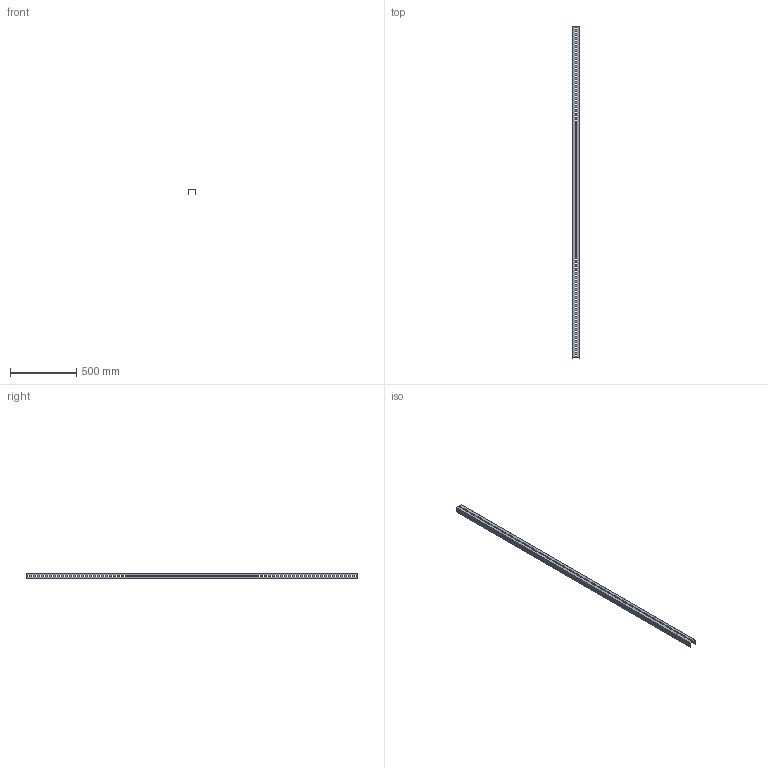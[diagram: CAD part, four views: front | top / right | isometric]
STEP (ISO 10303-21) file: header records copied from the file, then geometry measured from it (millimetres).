
FILE_DESCRIPTION (( 'STEP AP203' ), '1' );
FILE_NAME ('CLP1Z-050-2500-15 Ïðîôèëü ïåðôîðèðîâàííûé 2500, 1,5ìì.STEP', '2016-03-24T12:47:25', ( '' ), ( '' ), 'SwSTEP 2.0', 'SolidWorks 2014', '' );
FILE_SCHEMA (( 'CONFIG_CONTROL_DESIGN' ));
Length unit declared in the file: millimetre
Products named in the file (1): CLP1Z-050-2500-15 Ïðîôèëü ïåðôîðèðîâàííûé 2500, 1,5ìì
Bounding box: 55 x 2500 x 40 mm (x, y, z)
Volume: 434262.5 mm3; surface area: 605690.1 mm2
Topology: 1 solids, 1 shells, 1006 faces, 3012 edges, 2008 vertices
Faces by surface type: plane 508, cylinder 498
Entity records: 35225 total; most frequent: CARTESIAN_POINT 6027, ORIENTED_EDGE 6024, DIRECTION 6022, EDGE_CURVE 3012, VECTOR 2016, LINE 2016, VERTEX_POINT 2008, AXIS2_PLACEMENT_3D 2003
